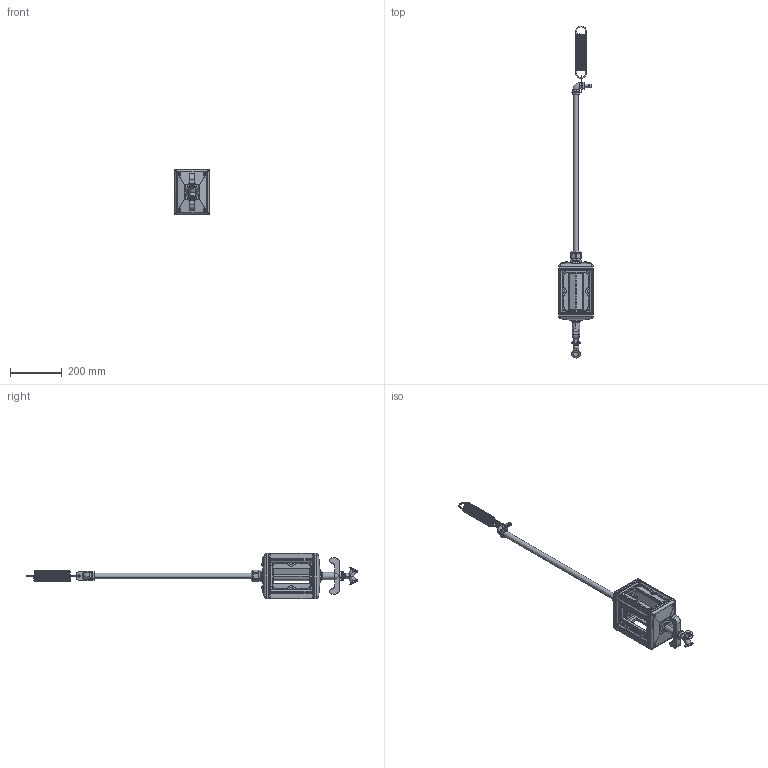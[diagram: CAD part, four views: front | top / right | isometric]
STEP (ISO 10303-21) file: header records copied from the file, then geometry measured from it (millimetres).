
FILE_DESCRIPTION (( 'STEP AP214' ), '1' );
FILE_NAME ('6109827.stp', '2019-06-18T11:53:46', ( '' ), ( '' ), 'SwSTEP 2.0', 'SolidWorks 2018', '' );
FILE_SCHEMA (( 'AUTOMOTIVE_DESIGN' ));
Length unit declared in the file: millimetre
Products named in the file (33): P_39406494_2_Standard; P_01336_1_Standard; 40221L_Standard; P_34708_1; 42440B_Standard; P_39406494_4_Standard; P_35104430_1_Standard; P_42511_3_Standard; 084081_Standard; 6109827; 40221K_Standard; 42445_Standard; P_53013AF_1_Standard; P_42448_1_Standard; 42447C_Standard; P_42509_1_Standard; 40066A_Standard; 34951G_geknickt f〉 Luftanschluss 1:3; P_42403D_1; 43313B; 43312A; 42446_Standard; 43315B_Standard; P_42510_1_Standard; 43313A; P_42513_1; P_42511_1_Standard; 42444; P_34708A_1; 43315A_Standard; P_42511_4_Standard; 43315C_Standard; P_42511_2_Standard
Assembly tree (53 placements, depth 4):
  6109827
    43312A
    40221K_Standard
      P_01336_1_Standard
      P_34708A_1
      P_34708_1  x3
      43313B
      P_42511_1_Standard
        P_42511_4_Standard
        P_42511_3_Standard
        P_42511_2_Standard
      42440B_Standard
      43315C_Standard
    40221L_Standard
      43313A
      43315C_Standard
      P_01336_1_Standard
      42440B_Standard
      P_42403D_1
    34951G_geknickt f〉 Luftanschluss 1:3
    P_53013AF_1_Standard  x8
    43315A_Standard  x2
    43315B_Standard  x4
    42444
    42446_Standard
    P_42448_1_Standard  x2
    P_42509_1_Standard
    42445_Standard
    084081_Standard
    P_42510_1_Standard
    P_42513_1
    42447C_Standard
    40066A_Standard  x4
      P_39406494_4_Standard
      P_35104430_1_Standard
      P_39406494_2_Standard
Bounding box: 135 x 1285.47 x 175 mm (x, y, z)
Volume: 1242478.3 mm3; surface area: 802922.1 mm2
Topology: 60 solids, 60 shells, 2527 faces, 6514 edges, 4040 vertices
Faces by surface type: plane 1010, cylinder 968, torus 234, bspline 210, cone 82, sphere 23
Entity records: 110789 total; most frequent: CARTESIAN_POINT 70289, ORIENTED_EDGE 8394, DIRECTION 7727, EDGE_CURVE 4197, AXIS2_PLACEMENT_3D 2864, VERTEX_POINT 2574, VECTOR 1999, LINE 1999
